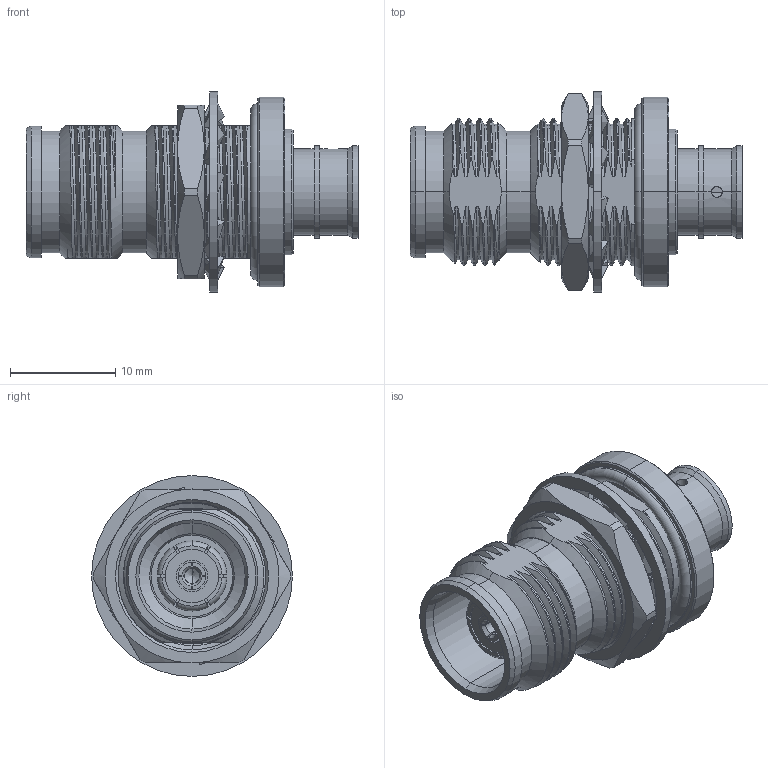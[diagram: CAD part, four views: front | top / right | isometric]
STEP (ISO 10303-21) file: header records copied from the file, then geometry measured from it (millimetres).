
FILE_DESCRIPTION (( 'STEP AP214' ), '1' );
FILE_NAME ('FMCN1716.step', '2021-01-28T21:31:09', ( '' ), ( '' ), 'SwSTEP 2.0', 'SolidWorks 2018', '' );
FILE_SCHEMA (( 'AUTOMOTIVE_DESIGN' ));
Length unit declared in the file: inch
Products named in the file (1): FMCN1716
Bounding box: 31.5 x 19.05 x 19.05 mm (x, y, z)
Volume: 3398.3 mm3; surface area: 3779.4 mm2
Topology: 4 solids, 4 shells, 382 faces, 1068 edges, 701 vertices
Faces by surface type: bspline 137, cylinder 98, plane 83, cone 53, torus 11
Entity records: 46167 total; most frequent: CARTESIAN_POINT 37810, ORIENTED_EDGE 2132, DIRECTION 1249, EDGE_CURVE 1066, VERTEX_POINT 701, AXIS2_PLACEMENT_3D 490, EDGE_LOOP 399, ADVANCED_FACE 382
